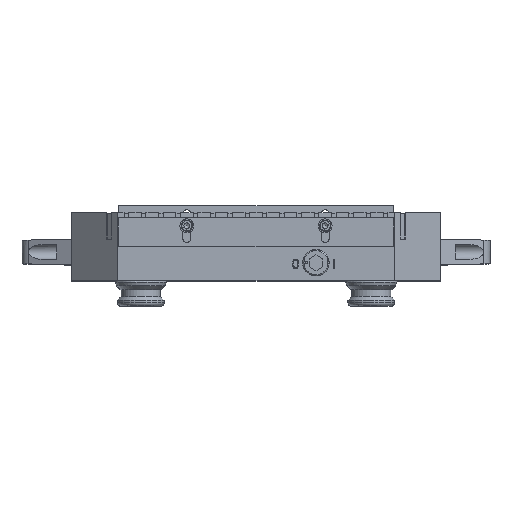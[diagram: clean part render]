
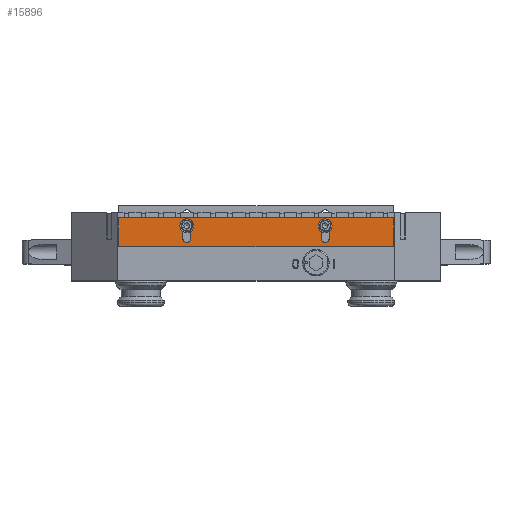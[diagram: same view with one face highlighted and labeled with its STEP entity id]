
A CAD part, top view. The second image highlights one B-rep face of the part: STEP entity #15896.
In plain terms, the highlighted planar face has unit normal (0, 0, 1).
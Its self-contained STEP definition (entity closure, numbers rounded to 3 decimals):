
#246=FACE_BOUND('',#2668,.T.);
#247=FACE_BOUND('',#2669,.T.);
#833=PLANE('',#17222);
#1693=FACE_OUTER_BOUND('',#2667,.T.);
#2667=EDGE_LOOP('',(#13610,#13611,#13612,#13613));
#2668=EDGE_LOOP('',(#13614,#13615,#13616,#13617,#13618));
#2669=EDGE_LOOP('',(#13619,#13620,#13621,#13622,#13623));
#4241=LINE('',#26469,#5776);
#4242=LINE('',#26471,#5777);
#4243=LINE('',#26473,#5778);
#4244=LINE('',#26474,#5779);
#4245=LINE('',#26476,#5780);
#4246=LINE('',#26479,#5781);
#4247=LINE('',#26481,#5782);
#4248=LINE('',#26484,#5783);
#5776=VECTOR('',#21178,1000.);
#5777=VECTOR('',#21179,1000.);
#5778=VECTOR('',#21180,1000.);
#5779=VECTOR('',#21181,1000.);
#5780=VECTOR('',#21182,1000.);
#5781=VECTOR('',#21185,1000.);
#5782=VECTOR('',#21186,1000.);
#5783=VECTOR('',#21189,1000.);
#6049=CIRCLE('',#16334,6.);
#6051=CIRCLE('',#16336,6.);
#6070=CIRCLE('',#16362,6.);
#6072=CIRCLE('',#16364,6.);
#6314=CIRCLE('',#17223,3.5);
#6315=CIRCLE('',#17224,3.5);
#6616=VERTEX_POINT('',#22439);
#6617=VERTEX_POINT('',#22440);
#6619=VERTEX_POINT('',#22445);
#6636=VERTEX_POINT('',#22492);
#6637=VERTEX_POINT('',#22493);
#6639=VERTEX_POINT('',#22498);
#7637=VERTEX_POINT('',#26467);
#7638=VERTEX_POINT('',#26468);
#7639=VERTEX_POINT('',#26470);
#7640=VERTEX_POINT('',#26472);
#7641=VERTEX_POINT('',#26475);
#7642=VERTEX_POINT('',#26477);
#7643=VERTEX_POINT('',#26480);
#7644=VERTEX_POINT('',#26482);
#8065=EDGE_CURVE('',#6616,#6617,#6049,.T.);
#8068=EDGE_CURVE('',#6617,#6619,#6051,.T.);
#8091=EDGE_CURVE('',#6636,#6637,#6070,.T.);
#8094=EDGE_CURVE('',#6637,#6639,#6072,.T.);
#9668=EDGE_CURVE('',#7637,#7638,#4241,.T.);
#9669=EDGE_CURVE('',#7638,#7639,#4242,.T.);
#9670=EDGE_CURVE('',#7639,#7640,#4243,.T.);
#9671=EDGE_CURVE('',#7640,#7637,#4244,.T.);
#9672=EDGE_CURVE('',#6636,#7641,#4245,.T.);
#9673=EDGE_CURVE('',#7641,#7642,#6314,.T.);
#9674=EDGE_CURVE('',#7642,#6639,#4246,.T.);
#9675=EDGE_CURVE('',#7643,#6616,#4247,.T.);
#9676=EDGE_CURVE('',#7644,#7643,#6315,.T.);
#9677=EDGE_CURVE('',#6619,#7644,#4248,.T.);
#13610=ORIENTED_EDGE('',*,*,#9668,.T.);
#13611=ORIENTED_EDGE('',*,*,#9669,.T.);
#13612=ORIENTED_EDGE('',*,*,#9670,.T.);
#13613=ORIENTED_EDGE('',*,*,#9671,.T.);
#13614=ORIENTED_EDGE('',*,*,#8091,.F.);
#13615=ORIENTED_EDGE('',*,*,#9672,.T.);
#13616=ORIENTED_EDGE('',*,*,#9673,.T.);
#13617=ORIENTED_EDGE('',*,*,#9674,.T.);
#13618=ORIENTED_EDGE('',*,*,#8094,.F.);
#13619=ORIENTED_EDGE('',*,*,#8065,.F.);
#13620=ORIENTED_EDGE('',*,*,#9675,.F.);
#13621=ORIENTED_EDGE('',*,*,#9676,.F.);
#13622=ORIENTED_EDGE('',*,*,#9677,.F.);
#13623=ORIENTED_EDGE('',*,*,#8068,.F.);
#15896=ADVANCED_FACE('',(#1693,#246,#247),#833,.F.);
#16334=AXIS2_PLACEMENT_3D('',#22441,#18102,#18103);
#16336=AXIS2_PLACEMENT_3D('',#22446,#18107,#18108);
#16362=AXIS2_PLACEMENT_3D('',#22494,#18163,#18164);
#16364=AXIS2_PLACEMENT_3D('',#22499,#18168,#18169);
#17222=AXIS2_PLACEMENT_3D('',#26466,#21176,#21177);
#17223=AXIS2_PLACEMENT_3D('',#26478,#21183,#21184);
#17224=AXIS2_PLACEMENT_3D('',#26483,#21187,#21188);
#18102=DIRECTION('center_axis',(0.,0.,
1.));
#18103=DIRECTION('ref_axis',(1.,0.,0.));
#18107=DIRECTION('center_axis',(0.,0.,
1.));
#18108=DIRECTION('ref_axis',(1.,0.,0.));
#18163=DIRECTION('center_axis',(0.,0.,
1.));
#18164=DIRECTION('ref_axis',(1.,0.,0.));
#18168=DIRECTION('center_axis',(0.,0.,
1.));
#18169=DIRECTION('ref_axis',(1.,0.,0.));
#21176=DIRECTION('center_axis',(0.,0.,-1.));
#21177=DIRECTION('ref_axis',(-1.,0.,0.));
#21178=DIRECTION('',(0.,1.,0.));
#21179=DIRECTION('',(-1.,0.,0.));
#21180=DIRECTION('',(0.,-1.,0.));
#21181=DIRECTION('',(1.,0.,0.));
#21182=DIRECTION('',(0.,-1.,0.));
#21183=DIRECTION('center_axis',(0.,0.,-1.));
#21184=DIRECTION('ref_axis',(-1.,0.,0.));
#21185=DIRECTION('',(0.,1.,0.));
#21186=DIRECTION('',(0.,1.,0.));
#21187=DIRECTION('center_axis',(0.,0.,1.));
#21188=DIRECTION('ref_axis',(1.,0.,0.));
#21189=DIRECTION('',(0.,-1.,0.));
#22439=CARTESIAN_POINT('',(-75.369,16.985,165.));
#22440=CARTESIAN_POINT('',(-72.869,21.858,165.));
#22441=CARTESIAN_POINT('Origin',(-78.869,21.858,165.));
#22445=CARTESIAN_POINT('',(-82.369,16.985,165.));
#22446=CARTESIAN_POINT('Origin',(-78.869,21.858,165.));
#22492=CARTESIAN_POINT('',(44.631,16.985,165.));
#22493=CARTESIAN_POINT('',(47.131,21.858,165.));
#22494=CARTESIAN_POINT('Origin',(41.131,21.858,165.));
#22498=CARTESIAN_POINT('',(37.631,16.985,165.));
#22499=CARTESIAN_POINT('Origin',(41.131,21.858,165.));
#26466=CARTESIAN_POINT('Origin',(-18.869,16.358,165.));
#26467=CARTESIAN_POINT('',(100.131,3.858,165.));
#26468=CARTESIAN_POINT('',(100.131,28.858,165.));
#26469=CARTESIAN_POINT('',(100.131,3.858,165.));
#26470=CARTESIAN_POINT('',(-137.869,28.858,165.));
#26471=CARTESIAN_POINT('',(-137.869,28.858,165.));
#26472=CARTESIAN_POINT('',(-137.869,3.858,165.));
#26473=CARTESIAN_POINT('',(-137.869,3.858,165.));
#26474=CARTESIAN_POINT('',(-137.869,3.858,165.));
#26475=CARTESIAN_POINT('',(44.631,10.858,165.));
#26476=CARTESIAN_POINT('',(44.631,21.858,165.));
#26477=CARTESIAN_POINT('',(37.631,10.858,165.));
#26478=CARTESIAN_POINT('Origin',(41.131,10.858,165.));
#26479=CARTESIAN_POINT('',(37.631,21.858,165.));
#26480=CARTESIAN_POINT('',(-75.369,10.858,165.));
#26481=CARTESIAN_POINT('',(-75.369,21.858,165.));
#26482=CARTESIAN_POINT('',(-82.369,10.858,165.));
#26483=CARTESIAN_POINT('Origin',(-78.869,10.858,165.));
#26484=CARTESIAN_POINT('',(-82.369,21.858,165.));
